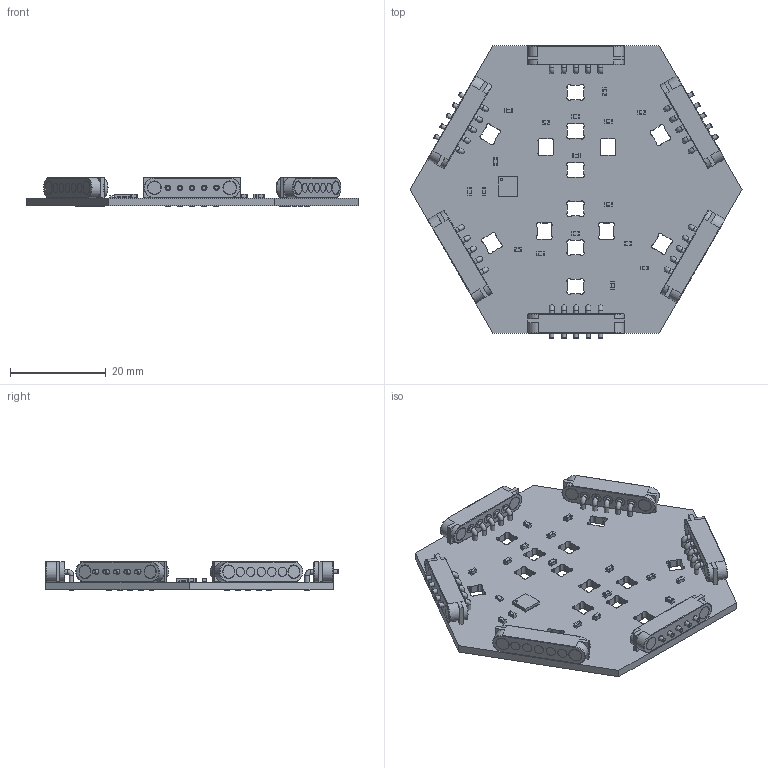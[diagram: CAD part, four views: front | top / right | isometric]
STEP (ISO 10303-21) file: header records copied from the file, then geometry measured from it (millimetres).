
FILE_DESCRIPTION(('KiCad electronic assembly'),'2;1');
FILE_NAME('pcb_tile_game_tile_sos.step','2025-05-06T14:19:57',('Pcbnew') ,('Kicad'),'Open CASCADE STEP processor 7.8','KiCad to STEP converter' ,'Unknown');
FILE_SCHEMA(('AUTOMOTIVE_DESIGN { 1 0 10303 214 1 1 1 1 }'));
Length unit declared in the file: millimetre
Products named in the file (12): pcb_tile_game_tile_sos 1; C_0603_1608Metric; 5359 Mag Connector (5-pin, Right Angle, Pins); 5359 Mag Connector (5-pin, Right Angle, Pins) v1; R_0603_1608Metric; 5359 Mag Connector (5-pin, Right Angle, Pads); 5359 Mag Connector (5-pin, Right Angle, Pads) v1; QFN-24-1EP_4x4mm_P0.5mm_EP2.6x2.6mm; QFN-24-1EP_4x4mm_Pitch0.5mm; pcb_tile_game_tile_sos_PCB
Assembly tree (30 placements, depth 3):
  pcb_tile_game_tile_sos 1
    C_0603_1608Metric  x16
      C_0603_1608Metric
    5359 Mag Connector (5-pin, Right Angle, Pins)  x3
      5359 Mag Connector (5-pin, Right Angle, Pins) v1
    R_0603_1608Metric
      R_0603_1608Metric
    5359 Mag Connector (5-pin, Right Angle, Pads)  x3
      5359 Mag Connector (5-pin, Right Angle, Pads) v1
    QFN-24-1EP_4x4mm_P0.5mm_EP2.6x2.6mm
      QFN-24-1EP_4x4mm_Pitch0.5mm
    pcb_tile_game_tile_sos_PCB
Bounding box: 69.28 x 61.1 x 5.95 mm (x, y, z)
Volume: 6788.4 mm3; surface area: 11741 mm2
Topology: 82 solids, 97 shells, 1877 faces, 4427 edges, 2913 vertices
Faces by surface type: plane 1004, cylinder 750, torus 123
Full cylindrical faces by diameter (mm): 0.5 x1, 0.6 x30, 0.9 x45, 1 x60, 1.15 x60, 2 x90, 2.85 x24
Entity records: 30186 total; most frequent: DIRECTION 5075, CARTESIAN_POINT 4894, ORIENTED_EDGE 4754, EDGE_CURVE 2377, AXIS2_PLACEMENT_3D 1752, VERTEX_POINT 1571, LINE 1571, VECTOR 1571
